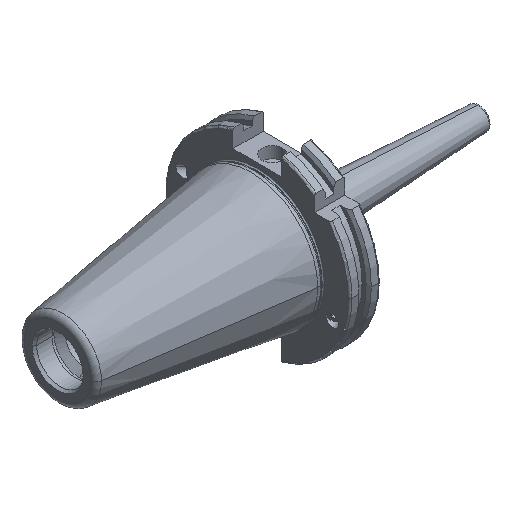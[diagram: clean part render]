
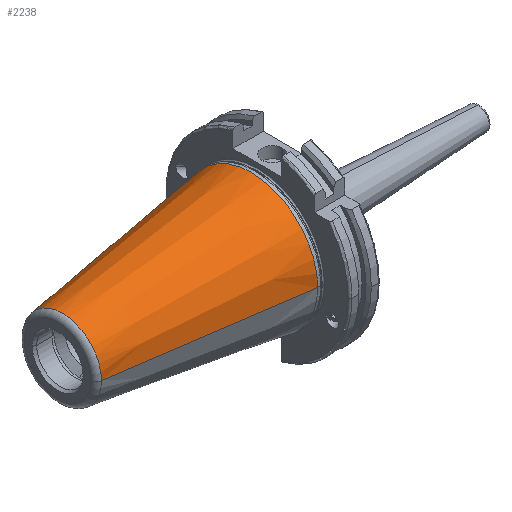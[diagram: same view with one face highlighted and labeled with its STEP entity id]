
A CAD part, isometric view. The second image highlights one B-rep face of the part: STEP entity #2238.
In plain terms, the highlighted conical face has half-angle 8.297 degrees and reference radius 34.925 mm.
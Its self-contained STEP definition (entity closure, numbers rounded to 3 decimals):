
#58 = CARTESIAN_POINT ( 'NONE',  ( -99.183, 0., 0. ) ) ;
#182 = CARTESIAN_POINT ( 'NONE',  ( -99.183, 20.461, 0. ) ) ;
#185 = LINE ( 'NONE', #1920, #4359 ) ;
#533 = LINE ( 'NONE', #2859, #2055 ) ;
#761 = CARTESIAN_POINT ( 'NONE',  ( -99.183, -20.461, 0. ) ) ;
#997 = CARTESIAN_POINT ( 'NONE',  ( 0., 0., 0. ) ) ;
#1085 = EDGE_CURVE ( 'NONE', #5324, #6148, #7046, .T. ) ;
#1527 = ORIENTED_EDGE ( 'NONE', *, *, #2555, .T. ) ;
#1745 = ORIENTED_EDGE ( 'NONE', *, *, #1085, .F. ) ;
#1750 = ORIENTED_EDGE ( 'NONE', *, *, #4655, .T. ) ;
#1920 = CARTESIAN_POINT ( 'NONE',  ( 0., -34.925, 0. ) ) ;
#1977 = AXIS2_PLACEMENT_3D ( 'NONE', #997, #6257, #5534 ) ;
#2055 = VECTOR ( 'NONE', #3946, 1000. ) ;
#2185 = CARTESIAN_POINT ( 'NONE',  ( 0., 0., 0. ) ) ;
#2238 = ADVANCED_FACE ( 'NONE', ( #5574 ), #4266, .T. ) ;
#2266 = CARTESIAN_POINT ( 'NONE',  ( 0., -34.925, 0. ) ) ;
#2365 = DIRECTION ( 'NONE',  ( -1., 0., 0. ) ) ;
#2491 = DIRECTION ( 'NONE',  ( 0.99, -0.144, 0. ) ) ;
#2555 = EDGE_CURVE ( 'NONE', #4387, #2825, #3588, .T. ) ;
#2825 = VERTEX_POINT ( 'NONE', #3638 ) ;
#2859 = CARTESIAN_POINT ( 'NONE',  ( 0., 34.925, 0. ) ) ;
#2926 = EDGE_LOOP ( 'NONE', ( #1745, #1750, #1527, #7439 ) ) ;
#3588 = CIRCLE ( 'NONE', #4438, 34.925 ) ;
#3638 = CARTESIAN_POINT ( 'NONE',  ( 0., 34.925, 0. ) ) ;
#3781 = AXIS2_PLACEMENT_3D ( 'NONE', #58, #2365, #4671 ) ;
#3946 = DIRECTION ( 'NONE',  ( 0.99, 0.144, 0. ) ) ;
#4164 = EDGE_CURVE ( 'NONE', #6148, #2825, #533, .T. ) ;
#4266 = CONICAL_SURFACE ( 'NONE', #1977, 34.925, 0.145 ) ;
#4359 = VECTOR ( 'NONE', #2491, 1000. ) ;
#4387 = VERTEX_POINT ( 'NONE', #2266 ) ;
#4438 = AXIS2_PLACEMENT_3D ( 'NONE', #2185, #7297, #5047 ) ;
#4655 = EDGE_CURVE ( 'NONE', #5324, #4387, #185, .T. ) ;
#4671 = DIRECTION ( 'NONE',  ( 0., -1., 0. ) ) ;
#5047 = DIRECTION ( 'NONE',  ( 0., -1., 0. ) ) ;
#5324 = VERTEX_POINT ( 'NONE', #761 ) ;
#5534 = DIRECTION ( 'NONE',  ( 0., 1., 0. ) ) ;
#5574 = FACE_OUTER_BOUND ( 'NONE', #2926, .T. ) ;
#6148 = VERTEX_POINT ( 'NONE', #182 ) ;
#6257 = DIRECTION ( 'NONE',  ( 1., 0., 0. ) ) ;
#7046 = CIRCLE ( 'NONE', #3781, 20.461 ) ;
#7297 = DIRECTION ( 'NONE',  ( -1., 0., 0. ) ) ;
#7439 = ORIENTED_EDGE ( 'NONE', *, *, #4164, .F. ) ;
